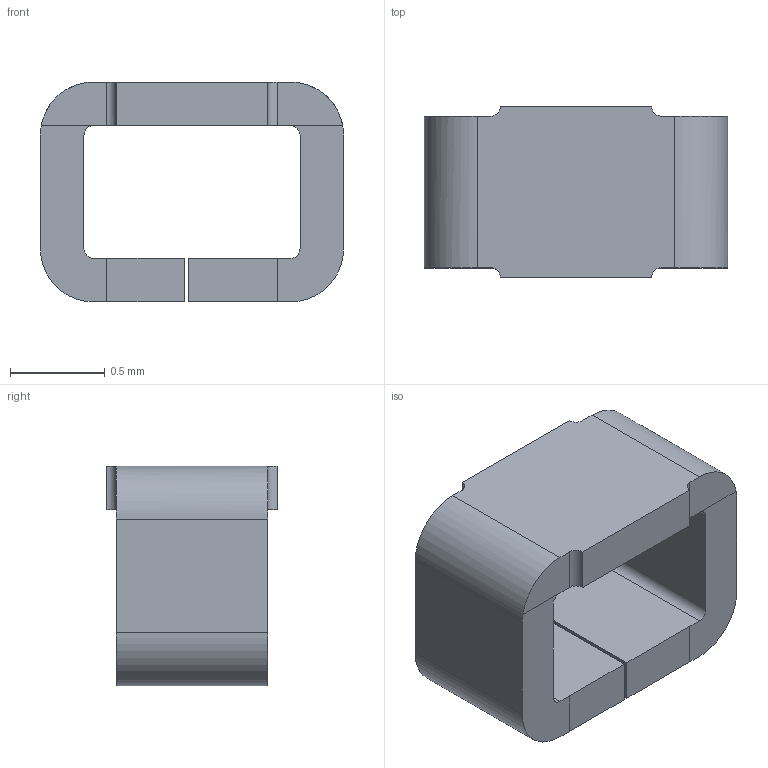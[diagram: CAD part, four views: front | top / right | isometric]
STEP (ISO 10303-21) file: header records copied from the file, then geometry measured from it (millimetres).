
FILE_DESCRIPTION(/* description */ (''),/* implementation_level */ '2;1');
FILE_NAME(/* name */ 'RCU(06~1',/* time_stamp */ '2013-06-15T21:00:11+02:00',/* author */ (''),/* organization */ (''),/* preprocessor_version */ 'ST-DEVELOPER v14',/* originating_system */ '',/* authorisation */ '');
FILE_SCHEMA (('AUTOMOTIVE_DESIGN'));
Length unit declared in the file: millimetre
Products named in the file (1): Document
Bounding box: 1.6 x 0.9 x 1.16 mm (x, y, z)
Volume: 0.8 mm3; surface area: 9.4 mm2
Topology: 1 solids, 1 shells, 40 faces, 106 edges, 68 vertices
Faces by surface type: bspline 32, plane 8
Entity records: 2398 total; most frequent: CARTESIAN_POINT 1075, B_SPLINE_CURVE_WITH_KNOTS 232, ORIENTED_EDGE 212, PCURVE 212, DEFINITIONAL_REPRESENTATION 212, SURFACE_CURVE 106, EDGE_CURVE 106, VERTEX_POINT 68
